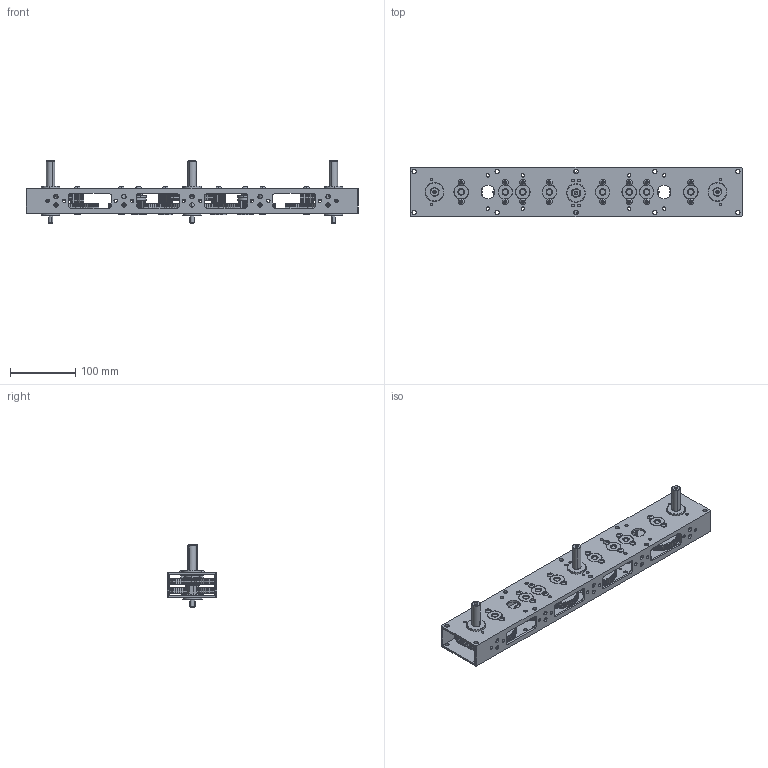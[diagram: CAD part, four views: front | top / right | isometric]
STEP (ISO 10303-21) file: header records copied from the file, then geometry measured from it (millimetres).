
FILE_DESCRIPTION (( 'STEP AP214' ), '1' );
FILE_NAME ('am-2257 Nano Tube 20 three 500 key shafts - 2 motor inputs.STEP', '2017-01-24T19:04:24', ( '' ), ( '' ), 'SwSTEP 2.0', 'SolidWorks 2014', '' );
FILE_SCHEMA (( 'AUTOMOTIVE_DESIGN' ));
Length unit declared in the file: inch
Products named in the file (17): NanoTube20 3-outputV3; am-2257 Nano Tube 20 three 500 key shafts - 2 motor inputs; am-0025 Medium Cluster Gear, 28 Tooth_Inch - Spur gear 20DP 28T 14.5PA .37FW ---S28N3.0H2.0L0.03125N; 442x500 brass spacer; FR6ZZ Bearing; BHCS 10-32 x 0.375_SBHCSCREW 0.19-32x0.5-HX-C; Toughbox 50T Output; FR8ZZ Hex Bearing; Toughbox 50T Large Cluster; Toughbox 14T Small Cluster; Toughbox d07; R6ZZ Bearing; FR6; 500-e-klip; Spacer am-1151; Toughbox Nano d04 am-0506; FR6ZZ-L Bearing
Assembly tree (77 placements, depth 2):
  am-2257 Nano Tube 20 three 500 key shafts - 2 motor inputs
    NanoTube20 3-outputV3
    FR8ZZ Hex Bearing  x3
    FR6ZZ-L Bearing  x3
    Toughbox Nano d04 am-0506  x3
    Spacer am-1151  x7
    500-e-klip  x3
    FR6  x4
    R6ZZ Bearing  x8
    Toughbox d07  x8
    Toughbox 14T Small Cluster  x6
    Toughbox 50T Large Cluster  x4
    Toughbox 50T Output  x3
    BHCS 10-32 x 0.375_SBHCSCREW 0.19-32x0.5-HX-C  x16
    FR6ZZ Bearing  x4
    442x500 brass spacer  x2
    am-0025 Medium Cluster Gear, 28 Tooth_Inch - Spur gear 20DP 28T 14.5PA .37FW ---S28N3.0H2.0L0.03125N  x2
Bounding box: 508 x 76.2 x 95.12 mm (x, y, z)
Volume: 608181.9 mm3; surface area: 355124.6 mm2
Topology: 77 solids, 77 shells, 4003 faces, 10834 edges, 7027 vertices
Faces by surface type: cylinder 2726, plane 775, cone 464, sphere 32, torus 6
Entity records: 52873 total; most frequent: DIRECTION 8591, CARTESIAN_POINT 8054, ORIENTED_EDGE 7496, EDGE_CURVE 3748, AXIS2_PLACEMENT_3D 3593, VERTEX_POINT 2472, CIRCLE 2193, EDGE_LOOP 1684
